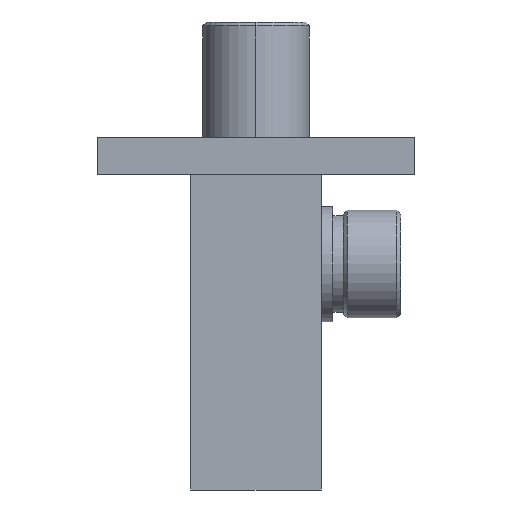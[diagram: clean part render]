
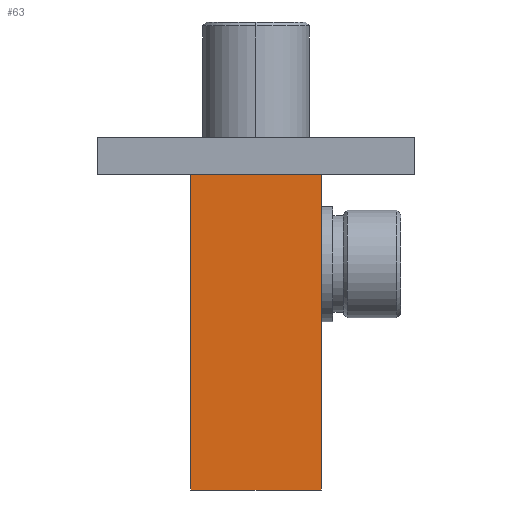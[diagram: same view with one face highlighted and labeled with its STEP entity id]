
A CAD part, left-side view. The second image highlights one B-rep face of the part: STEP entity #63.
In plain terms, the highlighted planar face has unit normal (-1, 0, 0).
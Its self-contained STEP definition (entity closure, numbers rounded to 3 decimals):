
#25 = CARTESIAN_POINT ( 'NONE',  ( -12.5, -12.5, 65. ) ) ;
#63 = ADVANCED_FACE ( 'NONE', ( #1929 ), #1135, .F. ) ;
#83 = CARTESIAN_POINT ( 'NONE',  ( -12.5, 12.5, 65. ) ) ;
#85 = VERTEX_POINT ( 'NONE', #2950 ) ;
#160 = LINE ( 'NONE', #1209, #2770 ) ;
#455 = ORIENTED_EDGE ( 'NONE', *, *, #2263, .T. ) ;
#505 = AXIS2_PLACEMENT_3D ( 'NONE', #1892, #2899, #1118 ) ;
#794 = EDGE_CURVE ( 'NONE', #85, #2925, #1917, .T. ) ;
#1118 = DIRECTION ( 'NONE',  ( 0., 1., 0. ) ) ;
#1135 = PLANE ( 'NONE',  #505 ) ;
#1209 = CARTESIAN_POINT ( 'NONE',  ( -12.5, 12.5, 0. ) ) ;
#1305 = DIRECTION ( 'NONE',  ( 0., 0., -1. ) ) ;
#1393 = ORIENTED_EDGE ( 'NONE', *, *, #2248, .F. ) ;
#1399 = CARTESIAN_POINT ( 'NONE',  ( -12.5, 12.5, 0. ) ) ;
#1427 = VECTOR ( 'NONE', #1305, 1000. ) ;
#1465 = CARTESIAN_POINT ( 'NONE',  ( -12.5, 12.5, 65. ) ) ;
#1810 = ORIENTED_EDGE ( 'NONE', *, *, #2823, .F. ) ;
#1857 = VECTOR ( 'NONE', #2169, 1000. ) ;
#1892 = CARTESIAN_POINT ( 'NONE',  ( -12.5, 12.5, 65. ) ) ;
#1917 = LINE ( 'NONE', #83, #2389 ) ;
#1929 = FACE_OUTER_BOUND ( 'NONE', #3133, .T. ) ;
#2169 = DIRECTION ( 'NONE',  ( 0., -1., 0. ) ) ;
#2248 = EDGE_CURVE ( 'NONE', #85, #3362, #3257, .T. ) ;
#2263 = EDGE_CURVE ( 'NONE', #2925, #3079, #160, .T. ) ;
#2295 = ORIENTED_EDGE ( 'NONE', *, *, #794, .T. ) ;
#2301 = CARTESIAN_POINT ( 'NONE',  ( -12.5, -12.5, 65. ) ) ;
#2389 = VECTOR ( 'NONE', #2941, 1000. ) ;
#2522 = DIRECTION ( 'NONE',  ( 0., -1., 0. ) ) ;
#2685 = CARTESIAN_POINT ( 'NONE',  ( -12.5, -12.5, 0. ) ) ;
#2770 = VECTOR ( 'NONE', #2522, 1000. ) ;
#2823 = EDGE_CURVE ( 'NONE', #3362, #3079, #2866, .T. ) ;
#2866 = LINE ( 'NONE', #25, #1427 ) ;
#2899 = DIRECTION ( 'NONE',  ( 1., 0., 0. ) ) ;
#2925 = VERTEX_POINT ( 'NONE', #1399 ) ;
#2941 = DIRECTION ( 'NONE',  ( 0., 0., -1. ) ) ;
#2950 = CARTESIAN_POINT ( 'NONE',  ( -12.5, 12.5, 65. ) ) ;
#3079 = VERTEX_POINT ( 'NONE', #2685 ) ;
#3133 = EDGE_LOOP ( 'NONE', ( #455, #1810, #1393, #2295 ) ) ;
#3257 = LINE ( 'NONE', #1465, #1857 ) ;
#3362 = VERTEX_POINT ( 'NONE', #2301 ) ;
